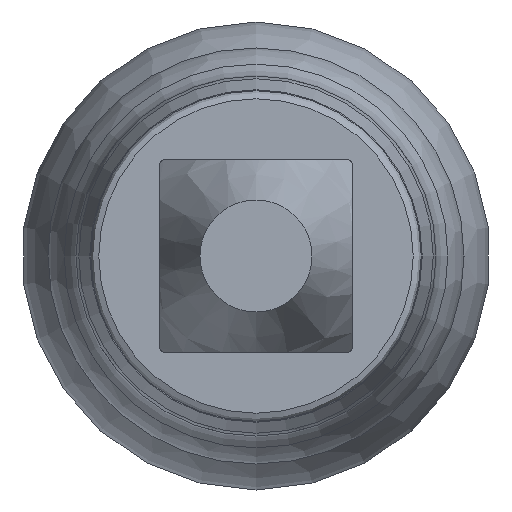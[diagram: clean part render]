
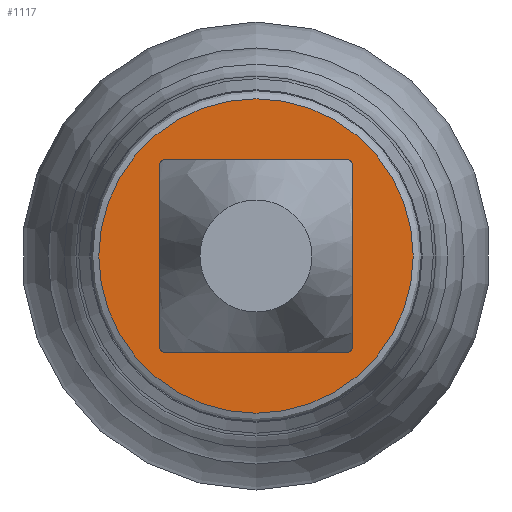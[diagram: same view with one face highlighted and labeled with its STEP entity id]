
A CAD part, left-side view. The second image highlights one B-rep face of the part: STEP entity #1117.
In plain terms, the highlighted planar face has unit normal (-1, 0, 0).
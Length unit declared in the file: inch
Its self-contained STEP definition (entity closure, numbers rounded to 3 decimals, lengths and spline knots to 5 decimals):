
#89 = CARTESIAN_POINT ( 'NONE',  ( 0., 0.01203, 0. ) ) ;
#90 = DIRECTION ( 'NONE',  ( 0., 0., -1. ) ) ;
#91 = DIRECTION ( 'NONE',  ( -1., 0., 0. ) ) ;
#101 = CARTESIAN_POINT ( 'NONE',  ( 0., 0.01153, 0.01153 ) ) ;
#103 = VERTEX_POINT ( 'NONE', #718 ) ;
#112 = ORIENTED_EDGE ( 'NONE', *, *, #456, .F. ) ;
#113 = AXIS2_PLACEMENT_3D ( 'NONE', #864, #91, #471 ) ;
#114 = CARTESIAN_POINT ( 'NONE',  ( 0., -0.01153, 0.01153 ) ) ;
#118 = DIRECTION ( 'NONE',  ( -1., 0., 0. ) ) ;
#121 = ORIENTED_EDGE ( 'NONE', *, *, #628, .F. ) ;
#132 = AXIS2_PLACEMENT_3D ( 'NONE', #148, #977, #1164 ) ;
#141 = DIRECTION ( 'NONE',  ( 0., 0., 1. ) ) ;
#147 = EDGE_CURVE ( 'NONE', #778, #1080, #930, .T. ) ;
#148 = CARTESIAN_POINT ( 'NONE',  ( 0., 0., 0. ) ) ;
#182 = VERTEX_POINT ( 'NONE', #460 ) ;
#186 = AXIS2_PLACEMENT_3D ( 'NONE', #114, #479, #90 ) ;
#213 = VERTEX_POINT ( 'NONE', #956 ) ;
#223 = VERTEX_POINT ( 'NONE', #421 ) ;
#234 = AXIS2_PLACEMENT_3D ( 'NONE', #812, #911, #527 ) ;
#237 = CARTESIAN_POINT ( 'NONE',  ( 0., -0.01203, 0. ) ) ;
#239 = EDGE_CURVE ( 'NONE', #976, #213, #574, .T. ) ;
#242 = CARTESIAN_POINT ( 'NONE',  ( 0., 0.018, 0. ) ) ;
#246 = AXIS2_PLACEMENT_3D ( 'NONE', #101, #118, #500 ) ;
#345 = FACE_OUTER_BOUND ( 'NONE', #877, .T. ) ;
#360 = DIRECTION ( 'NONE',  ( 0., -1., 0. ) ) ;
#408 = EDGE_CURVE ( 'NONE', #901, #976, #1096, .T. ) ;
#412 = ORIENTED_EDGE ( 'NONE', *, *, #408, .F. ) ;
#413 = AXIS2_PLACEMENT_3D ( 'NONE', #242, #1207, #625 ) ;
#421 = CARTESIAN_POINT ( 'NONE',  ( 0., 0., 0.01965 ) ) ;
#456 = EDGE_CURVE ( 'NONE', #213, #182, #1040, .T. ) ;
#460 = CARTESIAN_POINT ( 'NONE',  ( 0., 0.01153, 0.01203 ) ) ;
#471 = DIRECTION ( 'NONE',  ( 0., 0., -1. ) ) ;
#479 = DIRECTION ( 'NONE',  ( -1., 0., 0. ) ) ;
#485 = VERTEX_POINT ( 'NONE', #852 ) ;
#500 = DIRECTION ( 'NONE',  ( 0., 0., -1. ) ) ;
#505 = ORIENTED_EDGE ( 'NONE', *, *, #1192, .F. ) ;
#520 = ORIENTED_EDGE ( 'NONE', *, *, #815, .F. ) ;
#527 = DIRECTION ( 'NONE',  ( 0., 0., -1. ) ) ;
#533 = CIRCLE ( 'NONE', #234, 0.0005 ) ;
#561 = DIRECTION ( 'NONE',  ( 0., 1., 0. ) ) ;
#574 = CIRCLE ( 'NONE', #186, 0.0005 ) ;
#596 = ORIENTED_EDGE ( 'NONE', *, *, #147, .F. ) ;
#625 = DIRECTION ( 'NONE',  ( 0., 0., -1. ) ) ;
#628 = EDGE_CURVE ( 'NONE', #103, #778, #533, .T. ) ;
#639 = PLANE ( 'NONE',  #413 ) ;
#670 = DIRECTION ( 'NONE',  ( 0., 0., -1. ) ) ;
#716 = CARTESIAN_POINT ( 'NONE',  ( 0., -0.01203, 0.01153 ) ) ;
#718 = CARTESIAN_POINT ( 'NONE',  ( 0., 0.01203, -0.01153 ) ) ;
#735 = FACE_BOUND ( 'NONE', #1157, .T. ) ;
#771 = LINE ( 'NONE', #89, #895 ) ;
#778 = VERTEX_POINT ( 'NONE', #947 ) ;
#812 = CARTESIAN_POINT ( 'NONE',  ( 0., 0.01153, -0.01153 ) ) ;
#815 = EDGE_CURVE ( 'NONE', #485, #103, #771, .T. ) ;
#821 = CARTESIAN_POINT ( 'NONE',  ( 0., 0.018, -0.01203 ) ) ;
#848 = CIRCLE ( 'NONE', #246, 0.0005 ) ;
#850 = CARTESIAN_POINT ( 'NONE',  ( 0., -0.01203, -0.01153 ) ) ;
#852 = CARTESIAN_POINT ( 'NONE',  ( 0., 0.01203, 0.01153 ) ) ;
#855 = ORIENTED_EDGE ( 'NONE', *, *, #1056, .T. ) ;
#864 = CARTESIAN_POINT ( 'NONE',  ( 0., -0.01153, -0.01153 ) ) ;
#877 = EDGE_LOOP ( 'NONE', ( #855 ) ) ;
#894 = ORIENTED_EDGE ( 'NONE', *, *, #942, .F. ) ;
#895 = VECTOR ( 'NONE', #670, 39.37008 ) ;
#901 = VERTEX_POINT ( 'NONE', #850 ) ;
#904 = VECTOR ( 'NONE', #360, 39.37008 ) ;
#911 = DIRECTION ( 'NONE',  ( -1., 0., 0. ) ) ;
#930 = LINE ( 'NONE', #821, #904 ) ;
#936 = VECTOR ( 'NONE', #141, 39.37008 ) ;
#942 = EDGE_CURVE ( 'NONE', #182, #485, #848, .T. ) ;
#947 = CARTESIAN_POINT ( 'NONE',  ( 0., 0.01153, -0.01203 ) ) ;
#953 = CARTESIAN_POINT ( 'NONE',  ( 0., 0.018, 0.01203 ) ) ;
#956 = CARTESIAN_POINT ( 'NONE',  ( 0., -0.01153, 0.01203 ) ) ;
#976 = VERTEX_POINT ( 'NONE', #716 ) ;
#977 = DIRECTION ( 'NONE',  ( -1., 0., 0. ) ) ;
#1003 = VECTOR ( 'NONE', #561, 39.37008 ) ;
#1026 = CIRCLE ( 'NONE', #113, 0.0005 ) ;
#1040 = LINE ( 'NONE', #953, #1003 ) ;
#1056 = EDGE_CURVE ( 'NONE', #223, #223, #1123, .T. ) ;
#1073 = ORIENTED_EDGE ( 'NONE', *, *, #239, .F. ) ;
#1080 = VERTEX_POINT ( 'NONE', #1102 ) ;
#1096 = LINE ( 'NONE', #237, #936 ) ;
#1102 = CARTESIAN_POINT ( 'NONE',  ( 0., -0.01153, -0.01203 ) ) ;
#1117 = ADVANCED_FACE ( 'NONE', ( #345, #735 ), #639, .F. ) ;
#1123 = CIRCLE ( 'NONE', #132, 0.01965 ) ;
#1157 = EDGE_LOOP ( 'NONE', ( #121, #520, #894, #112, #1073, #412, #505, #596 ) ) ;
#1164 = DIRECTION ( 'NONE',  ( 0., 0., 1. ) ) ;
#1192 = EDGE_CURVE ( 'NONE', #1080, #901, #1026, .T. ) ;
#1207 = DIRECTION ( 'NONE',  ( 1., 0., 0. ) ) ;
